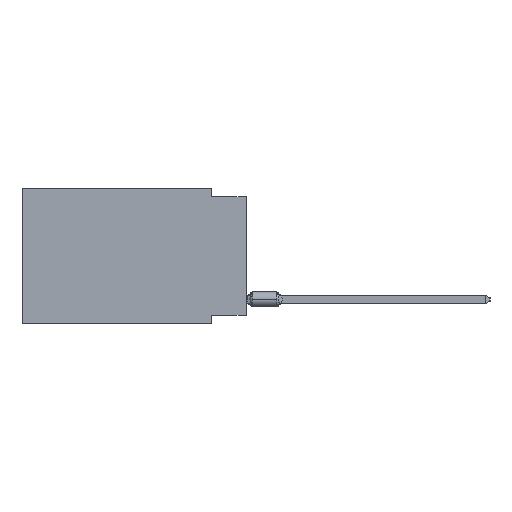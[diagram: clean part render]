
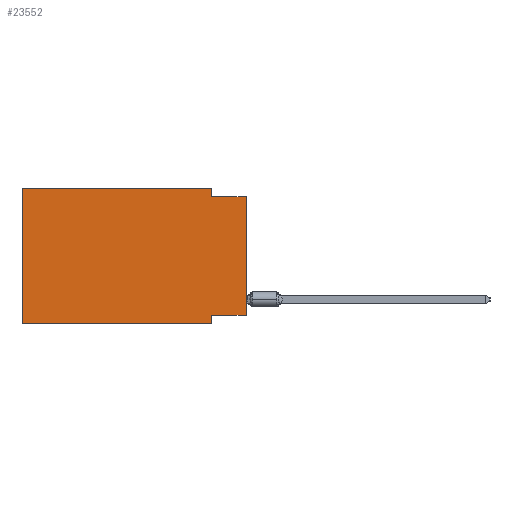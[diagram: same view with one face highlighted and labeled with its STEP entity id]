
A CAD part, left-side view. The second image highlights one B-rep face of the part: STEP entity #23552.
In plain terms, the highlighted planar face has unit normal (-1, 0, 0).
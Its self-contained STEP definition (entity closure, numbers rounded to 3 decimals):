
#4734 = VERTEX_POINT ( 'NONE', #11631 ) ;
#4963 = DIRECTION ( 'NONE',  ( 0., 0., -1. ) ) ;
#4992 = CARTESIAN_POINT ( 'NONE',  ( 0., 0., -9.271 ) ) ;
#5379 = CARTESIAN_POINT ( 'NONE',  ( 0., 16.383, 0. ) ) ;
#5755 = ORIENTED_EDGE ( 'NONE', *, *, #40394, .T. ) ;
#6793 = LINE ( 'NONE', #56836, #15700 ) ;
#7441 = CARTESIAN_POINT ( 'NONE',  ( 0., 2.54, -9.906 ) ) ;
#7777 = DIRECTION ( 'NONE',  ( 0., 0., 1. ) ) ;
#9440 = CARTESIAN_POINT ( 'NONE',  ( 0., 2.54, 0. ) ) ;
#10078 = EDGE_CURVE ( 'NONE', #41976, #42056, #61332, .T. ) ;
#11122 = CARTESIAN_POINT ( 'NONE',  ( 0., 2.54, 0. ) ) ;
#11631 = CARTESIAN_POINT ( 'NONE',  ( 0., 16.383, -9.906 ) ) ;
#12182 = ORIENTED_EDGE ( 'NONE', *, *, #60937, .F. ) ;
#12652 = EDGE_CURVE ( 'NONE', #4734, #25404, #18015, .T. ) ;
#13179 = CARTESIAN_POINT ( 'NONE',  ( 0., 0., -0.635 ) ) ;
#13379 = EDGE_CURVE ( 'NONE', #48632, #26035, #32139, .T. ) ;
#13731 = PLANE ( 'NONE',  #49108 ) ;
#14269 = CARTESIAN_POINT ( 'NONE',  ( 0., 0., -9.271 ) ) ;
#15546 = LINE ( 'NONE', #44426, #60556 ) ;
#15700 = VECTOR ( 'NONE', #30860, 1000. ) ;
#18015 = LINE ( 'NONE', #51094, #52613 ) ;
#20195 = ORIENTED_EDGE ( 'NONE', *, *, #12652, .F. ) ;
#20208 = EDGE_LOOP ( 'NONE', ( #34186, #59571, #49509, #12182, #20195, #5755, #47632, #36014 ) ) ;
#21606 = DIRECTION ( 'NONE',  ( 0., -1., 0. ) ) ;
#22209 = EDGE_CURVE ( 'NONE', #50532, #48632, #39949, .T. ) ;
#23552 = ADVANCED_FACE ( 'NONE', ( #38418 ), #13731, .F. ) ;
#23907 = VECTOR ( 'NONE', #4963, 1000. ) ;
#24207 = LINE ( 'NONE', #9440, #23907 ) ;
#25404 = VERTEX_POINT ( 'NONE', #51604 ) ;
#26035 = VERTEX_POINT ( 'NONE', #40139 ) ;
#28199 = EDGE_CURVE ( 'NONE', #50532, #42056, #6793, .T. ) ;
#30766 = VECTOR ( 'NONE', #21606, 1000. ) ;
#30860 = DIRECTION ( 'NONE',  ( 0., 0., 1. ) ) ;
#31552 = VECTOR ( 'NONE', #38983, 1000. ) ;
#32139 = LINE ( 'NONE', #7441, #36103 ) ;
#33298 = DIRECTION ( 'NONE',  ( 0., 0., -1. ) ) ;
#34186 = ORIENTED_EDGE ( 'NONE', *, *, #28199, .T. ) ;
#36014 = ORIENTED_EDGE ( 'NONE', *, *, #22209, .F. ) ;
#36043 = CARTESIAN_POINT ( 'NONE',  ( 0., 16.383, 0. ) ) ;
#36103 = VECTOR ( 'NONE', #42067, 1000. ) ;
#36258 = CARTESIAN_POINT ( 'NONE',  ( 0., 2.54, -9.271 ) ) ;
#37380 = CARTESIAN_POINT ( 'NONE',  ( 0., 2.54, -0.635 ) ) ;
#37560 = DIRECTION ( 'NONE',  ( 0., -1., 0. ) ) ;
#38418 = FACE_OUTER_BOUND ( 'NONE', #20208, .T. ) ;
#38983 = DIRECTION ( 'NONE',  ( 0., 1., 0. ) ) ;
#39949 = LINE ( 'NONE', #4992, #31552 ) ;
#40139 = CARTESIAN_POINT ( 'NONE',  ( 0., 2.54, -9.906 ) ) ;
#40394 = EDGE_CURVE ( 'NONE', #4734, #26035, #15546, .T. ) ;
#41976 = VERTEX_POINT ( 'NONE', #37380 ) ;
#42047 = EDGE_CURVE ( 'NONE', #49512, #41976, #24207, .T. ) ;
#42056 = VERTEX_POINT ( 'NONE', #63044 ) ;
#42067 = DIRECTION ( 'NONE',  ( 0., 0., -1. ) ) ;
#44426 = CARTESIAN_POINT ( 'NONE',  ( 0., 16.383, -9.906 ) ) ;
#47632 = ORIENTED_EDGE ( 'NONE', *, *, #13379, .F. ) ;
#48377 = DIRECTION ( 'NONE',  ( 1., 0., 0. ) ) ;
#48632 = VERTEX_POINT ( 'NONE', #36258 ) ;
#49108 = AXIS2_PLACEMENT_3D ( 'NONE', #5379, #48377, #33298 ) ;
#49280 = VECTOR ( 'NONE', #37560, 1000. ) ;
#49509 = ORIENTED_EDGE ( 'NONE', *, *, #42047, .F. ) ;
#49512 = VERTEX_POINT ( 'NONE', #11122 ) ;
#50201 = LINE ( 'NONE', #36043, #30766 ) ;
#50532 = VERTEX_POINT ( 'NONE', #14269 ) ;
#51094 = CARTESIAN_POINT ( 'NONE',  ( 0., 16.383, 0. ) ) ;
#51604 = CARTESIAN_POINT ( 'NONE',  ( 0., 16.383, 0. ) ) ;
#52613 = VECTOR ( 'NONE', #7777, 1000. ) ;
#54701 = DIRECTION ( 'NONE',  ( 0., -1., 0. ) ) ;
#56836 = CARTESIAN_POINT ( 'NONE',  ( 0., 0., 0. ) ) ;
#59571 = ORIENTED_EDGE ( 'NONE', *, *, #10078, .F. ) ;
#60556 = VECTOR ( 'NONE', #54701, 1000. ) ;
#60937 = EDGE_CURVE ( 'NONE', #25404, #49512, #50201, .T. ) ;
#61332 = LINE ( 'NONE', #13179, #49280 ) ;
#63044 = CARTESIAN_POINT ( 'NONE',  ( 0., 0., -0.635 ) ) ;
